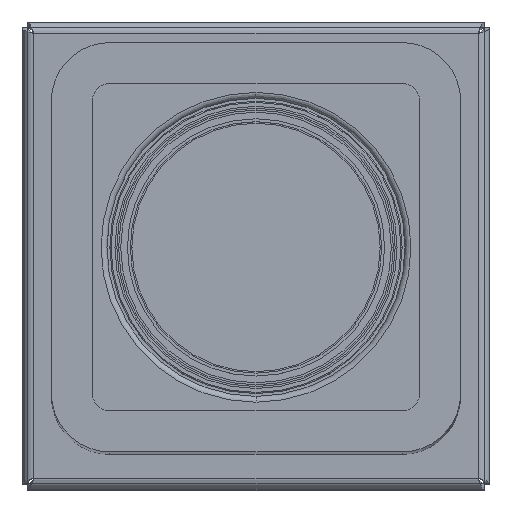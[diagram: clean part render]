
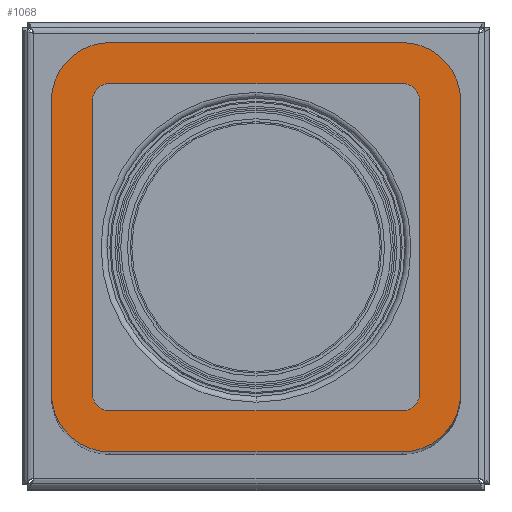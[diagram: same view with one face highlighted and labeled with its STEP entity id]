
A CAD part, top view. The second image highlights one B-rep face of the part: STEP entity #1068.
In plain terms, the highlighted planar face has unit normal (0, 0, 1).
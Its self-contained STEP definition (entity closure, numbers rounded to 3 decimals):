
#5=DIRECTION('',(1.,0.,0.));
#6=VECTOR('',#5,50.);
#7=CARTESIAN_POINT('',(-25.,-35.,250.));
#8=LINE('',#7,#6);
#280=CARTESIAN_POINT('',(-25.,-25.,250.));
#281=DIRECTION('',(0.,0.,-1.));
#282=DIRECTION('',(0.,-1.,0.));
#283=AXIS2_PLACEMENT_3D('',#280,#281,#282);
#293=CARTESIAN_POINT('',(25.,-25.,250.));
#294=DIRECTION('',(0.,0.,-1.));
#295=DIRECTION('',(1.,0.,0.));
#296=AXIS2_PLACEMENT_3D('',#293,#294,#295);
#306=CARTESIAN_POINT('',(25.,25.,250.));
#307=DIRECTION('',(0.,0.,-1.));
#308=DIRECTION('',(0.,1.,0.));
#309=AXIS2_PLACEMENT_3D('',#306,#307,#308);
#319=CARTESIAN_POINT('',(-25.,25.,250.));
#320=DIRECTION('',(0.,0.,-1.));
#321=DIRECTION('',(-1.,0.,0.));
#322=AXIS2_PLACEMENT_3D('',#319,#320,#321);
#332=DIRECTION('',(1.,0.,0.));
#333=VECTOR('',#332,50.);
#334=CARTESIAN_POINT('',(-25.,-28.,250.));
#335=LINE('',#334,#333);
#336=DIRECTION('',(0.,1.,0.));
#337=VECTOR('',#336,50.);
#338=CARTESIAN_POINT('',(28.,-25.,250.));
#339=LINE('',#338,#337);
#340=DIRECTION('',(-1.,0.,0.));
#341=VECTOR('',#340,50.);
#342=CARTESIAN_POINT('',(25.,28.,250.));
#343=LINE('',#342,#341);
#344=DIRECTION('',(0.,-1.,0.));
#345=VECTOR('',#344,50.);
#346=CARTESIAN_POINT('',(-28.,25.,250.));
#347=LINE('',#346,#345);
#348=CARTESIAN_POINT('',(-25.,25.,250.));
#349=DIRECTION('',(0.,0.,1.));
#350=DIRECTION('',(0.,1.,0.));
#351=AXIS2_PLACEMENT_3D('',#348,#349,#350);
#353=CARTESIAN_POINT('',(25.,25.,250.));
#354=DIRECTION('',(0.,0.,1.));
#355=DIRECTION('',(1.,0.,0.));
#356=AXIS2_PLACEMENT_3D('',#353,#354,#355);
#358=CARTESIAN_POINT('',(25.,-25.,250.));
#359=DIRECTION('',(0.,0.,1.));
#360=DIRECTION('',(0.,-1.,0.));
#361=AXIS2_PLACEMENT_3D('',#358,#359,#360);
#363=CARTESIAN_POINT('',(-25.,-25.,250.));
#364=DIRECTION('',(0.,0.,1.));
#365=DIRECTION('',(-1.,0.,0.));
#366=AXIS2_PLACEMENT_3D('',#363,#364,#365);
#368=DIRECTION('',(0.,1.,0.));
#369=VECTOR('',#368,50.);
#370=CARTESIAN_POINT('',(-35.,-25.,250.));
#371=LINE('',#370,#369);
#396=DIRECTION('',(1.,0.,0.));
#397=VECTOR('',#396,50.);
#398=CARTESIAN_POINT('',(-25.,35.,250.));
#399=LINE('',#398,#397);
#408=DIRECTION('',(0.,1.,0.));
#409=VECTOR('',#408,50.);
#410=CARTESIAN_POINT('',(35.,-25.,250.));
#411=LINE('',#410,#409);
#463=CARTESIAN_POINT('',(-25.,-28.,250.));
#464=VERTEX_POINT('',#463);
#465=CARTESIAN_POINT('',(-28.,-25.,250.));
#466=VERTEX_POINT('',#465);
#471=CARTESIAN_POINT('',(28.,-25.,250.));
#472=VERTEX_POINT('',#471);
#473=CARTESIAN_POINT('',(25.,-28.,250.));
#474=VERTEX_POINT('',#473);
#479=CARTESIAN_POINT('',(-28.,25.,250.));
#480=VERTEX_POINT('',#479);
#481=CARTESIAN_POINT('',(-25.,28.,250.));
#482=VERTEX_POINT('',#481);
#487=CARTESIAN_POINT('',(25.,28.,250.));
#488=VERTEX_POINT('',#487);
#489=CARTESIAN_POINT('',(28.,25.,250.));
#490=VERTEX_POINT('',#489);
#491=CARTESIAN_POINT('',(-25.,35.,250.));
#492=CARTESIAN_POINT('',(-35.,25.,250.));
#493=VERTEX_POINT('',#491);
#494=VERTEX_POINT('',#492);
#503=CARTESIAN_POINT('',(-35.,-25.,250.));
#504=VERTEX_POINT('',#503);
#505=CARTESIAN_POINT('',(-25.,-35.,250.));
#506=VERTEX_POINT('',#505);
#511=CARTESIAN_POINT('',(35.,25.,250.));
#512=VERTEX_POINT('',#511);
#513=CARTESIAN_POINT('',(25.,35.,250.));
#514=VERTEX_POINT('',#513);
#515=CARTESIAN_POINT('',(25.,-35.,250.));
#516=CARTESIAN_POINT('',(35.,-25.,250.));
#517=VERTEX_POINT('',#515);
#518=VERTEX_POINT('',#516);
#1037=CARTESIAN_POINT('',(-35.,-35.,250.));
#1038=DIRECTION('',(0.,0.,1.));
#1039=DIRECTION('',(1.,0.,0.));
#1040=AXIS2_PLACEMENT_3D('',#1037,#1038,#1039);
#1041=PLANE('',#1040);
#1043=ORIENTED_EDGE('',*,*,#1042,.F.);
#1045=ORIENTED_EDGE('',*,*,#1044,.T.);
#1047=ORIENTED_EDGE('',*,*,#1046,.F.);
#1049=ORIENTED_EDGE('',*,*,#1048,.F.);
#1051=ORIENTED_EDGE('',*,*,#1050,.F.);
#1052=ORIENTED_EDGE('',*,*,#562,.F.);
#1053=ORIENTED_EDGE('',*,*,#580,.F.);
#1055=ORIENTED_EDGE('',*,*,#1054,.T.);
#1056=EDGE_LOOP('',(#1043,#1045,#1047,#1049,#1051,#1052,#1053,#1055));
#1057=FACE_OUTER_BOUND('',#1056,.F.);
#1058=ORIENTED_EDGE('',*,*,#949,.T.);
#1059=ORIENTED_EDGE('',*,*,#962,.F.);
#1060=ORIENTED_EDGE('',*,*,#977,.T.);
#1061=ORIENTED_EDGE('',*,*,#990,.F.);
#1062=ORIENTED_EDGE('',*,*,#1003,.T.);
#1063=ORIENTED_EDGE('',*,*,#1018,.F.);
#1064=ORIENTED_EDGE('',*,*,#1030,.T.);
#1065=ORIENTED_EDGE('',*,*,#933,.F.);
#1066=EDGE_LOOP('',(#1058,#1059,#1060,#1061,#1062,#1063,#1064,#1065));
#1067=FACE_BOUND('',#1066,.F.);
#1068=ADVANCED_FACE('',(#1057,#1067),#1041,.T.);
#284=CIRCLE('',#283,3.);
#297=CIRCLE('',#296,3.);
#310=CIRCLE('',#309,3.);
#323=CIRCLE('',#322,3.);
#352=CIRCLE('',#351,10.);
#357=CIRCLE('',#356,10.);
#362=CIRCLE('',#361,10.);
#367=CIRCLE('',#366,10.);
#562=EDGE_CURVE('',#506,#517,#8,.T.);
#580=EDGE_CURVE('',#504,#506,#367,.T.);
#933=EDGE_CURVE('',#464,#466,#284,.T.);
#949=EDGE_CURVE('',#464,#474,#335,.T.);
#962=EDGE_CURVE('',#472,#474,#297,.T.);
#977=EDGE_CURVE('',#472,#490,#339,.T.);
#990=EDGE_CURVE('',#488,#490,#310,.T.);
#1003=EDGE_CURVE('',#488,#482,#343,.T.);
#1018=EDGE_CURVE('',#480,#482,#323,.T.);
#1030=EDGE_CURVE('',#480,#466,#347,.T.);
#1042=EDGE_CURVE('',#493,#494,#352,.T.);
#1044=EDGE_CURVE('',#493,#514,#399,.T.);
#1046=EDGE_CURVE('',#512,#514,#357,.T.);
#1048=EDGE_CURVE('',#518,#512,#411,.T.);
#1050=EDGE_CURVE('',#517,#518,#362,.T.);
#1054=EDGE_CURVE('',#504,#494,#371,.T.);
